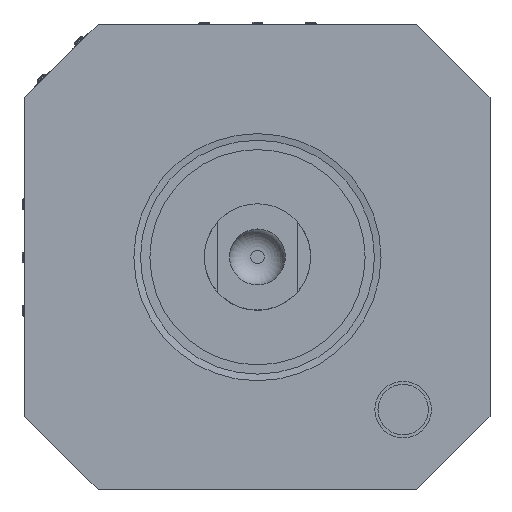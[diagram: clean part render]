
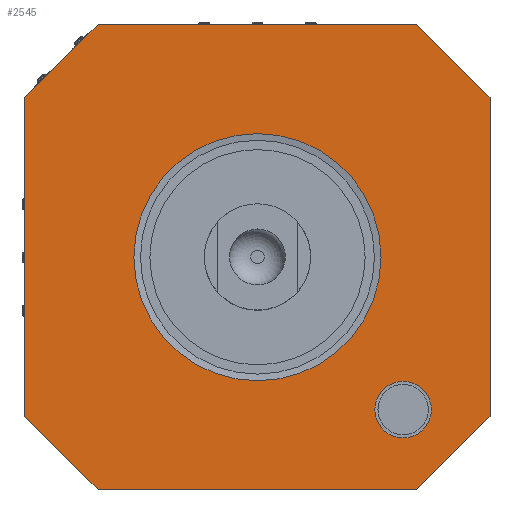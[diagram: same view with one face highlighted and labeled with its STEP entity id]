
A CAD part, top view. The second image highlights one B-rep face of the part: STEP entity #2545.
In plain terms, the highlighted planar face has unit normal (0, 0, 1).
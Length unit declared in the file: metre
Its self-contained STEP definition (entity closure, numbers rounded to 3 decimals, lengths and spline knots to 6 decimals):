
#263=CIRCLE('',#3005,0.001063);
#264=CIRCLE('',#3006,0.00465);
#879=ORIENTED_EDGE('',*,*,#1277,.F.);
#880=ORIENTED_EDGE('',*,*,#1278,.T.);
#881=ORIENTED_EDGE('',*,*,#1255,.F.);
#882=ORIENTED_EDGE('',*,*,#1259,.T.);
#883=ORIENTED_EDGE('',*,*,#1262,.F.);
#884=ORIENTED_EDGE('',*,*,#1265,.T.);
#885=ORIENTED_EDGE('',*,*,#1268,.F.);
#886=ORIENTED_EDGE('',*,*,#1271,.F.);
#887=ORIENTED_EDGE('',*,*,#1274,.F.);
#888=ORIENTED_EDGE('',*,*,#1276,.F.);
#1255=EDGE_CURVE('',#1497,#1498,#1683,.T.);
#1259=EDGE_CURVE('',#1497,#1500,#1687,.T.);
#1262=EDGE_CURVE('',#1502,#1500,#1690,.T.);
#1265=EDGE_CURVE('',#1502,#1504,#1693,.T.);
#1268=EDGE_CURVE('',#1506,#1504,#1696,.T.);
#1271=EDGE_CURVE('',#1508,#1506,#1699,.T.);
#1274=EDGE_CURVE('',#1510,#1508,#1702,.T.);
#1276=EDGE_CURVE('',#1498,#1510,#1704,.T.);
#1277=EDGE_CURVE('',#1511,#1511,#263,.T.);
#1278=EDGE_CURVE('',#1512,#1512,#264,.F.);
#1497=VERTEX_POINT('',#4526);
#1498=VERTEX_POINT('',#4528);
#1500=VERTEX_POINT('',#4534);
#1502=VERTEX_POINT('',#4540);
#1504=VERTEX_POINT('',#4546);
#1506=VERTEX_POINT('',#4552);
#1508=VERTEX_POINT('',#4558);
#1510=VERTEX_POINT('',#4564);
#1511=VERTEX_POINT('',#4571);
#1512=VERTEX_POINT('',#4573);
#1683=LINE('',#4527,#1875);
#1687=LINE('',#4535,#1879);
#1690=LINE('',#4541,#1882);
#1693=LINE('',#4547,#1885);
#1696=LINE('',#4553,#1888);
#1699=LINE('',#4559,#1891);
#1702=LINE('',#4565,#1894);
#1704=LINE('',#4568,#1896);
#1875=VECTOR('',#3773,1.);
#1879=VECTOR('',#3779,1.);
#1882=VECTOR('',#3784,1.);
#1885=VECTOR('',#3789,1.);
#1888=VECTOR('',#3794,1.);
#1891=VECTOR('',#3799,1.);
#1894=VECTOR('',#3804,1.);
#1896=VECTOR('',#3808,1.);
#2083=EDGE_LOOP('',(#879));
#2084=EDGE_LOOP('',(#880));
#2085=EDGE_LOOP('',(#881,#882,#883,#884,#885,#886,#887,#888));
#2279=FACE_BOUND('',#2083,.T.);
#2280=FACE_BOUND('',#2084,.T.);
#2281=FACE_BOUND('',#2085,.T.);
#2381=PLANE('',#3004);
#2545=ADVANCED_FACE('',(#2279,#2280,#2281),#2381,.T.);
#3004=AXIS2_PLACEMENT_3D('',#4569,#3809,#3810);
#3005=AXIS2_PLACEMENT_3D('',#4570,#3811,#3812);
#3006=AXIS2_PLACEMENT_3D('',#4572,#3813,#3814);
#3773=DIRECTION('',(0.707,-0.707,0.));
#3779=DIRECTION('',(-1.,0.,0.));
#3784=DIRECTION('',(0.707,0.707,0.));
#3789=DIRECTION('',(0.,-1.,0.));
#3794=DIRECTION('',(-0.707,0.707,0.));
#3799=DIRECTION('',(-1.,0.,0.));
#3804=DIRECTION('',(-0.707,-0.707,0.));
#3808=DIRECTION('',(0.,-1.,0.));
#3809=DIRECTION('',(0.,0.,1.));
#3810=DIRECTION('',(1.,0.,0.));
#3811=DIRECTION('',(0.,0.,1.));
#3812=DIRECTION('',(1.,0.,0.));
#3813=DIRECTION('',(0.,0.,1.));
#3814=DIRECTION('',(1.,0.,0.));
#4526=CARTESIAN_POINT('',(0.006,0.00875,0.00534));
#4527=CARTESIAN_POINT('',(0.007375,0.007375,0.00534));
#4528=CARTESIAN_POINT('',(0.00875,0.006,0.00534));
#4534=CARTESIAN_POINT('',(-0.006,0.00875,0.00534));
#4535=CARTESIAN_POINT('',(0.,0.00875,0.00534));
#4540=CARTESIAN_POINT('',(-0.00875,0.006,0.00534));
#4541=CARTESIAN_POINT('',(-0.007375,0.007375,0.00534));
#4546=CARTESIAN_POINT('',(-0.00875,-0.006,0.00534));
#4547=CARTESIAN_POINT('',(-0.00875,0.,0.00534));
#4552=CARTESIAN_POINT('',(-0.006,-0.00875,0.00534));
#4553=CARTESIAN_POINT('',(-0.007375,-0.007375,0.00534));
#4558=CARTESIAN_POINT('',(0.006,-0.00875,0.00534));
#4559=CARTESIAN_POINT('',(0.,-0.00875,0.00534));
#4564=CARTESIAN_POINT('',(0.00875,-0.006,0.00534));
#4565=CARTESIAN_POINT('',(0.007375,-0.007375,0.00534));
#4568=CARTESIAN_POINT('',(0.00875,0.,0.00534));
#4569=CARTESIAN_POINT('',(0.,0.,0.00534));
#4570=CARTESIAN_POINT('',(0.005481,-0.005736,0.00534));
#4571=CARTESIAN_POINT('',(0.006544,-0.005736,0.00534));
#4572=CARTESIAN_POINT('',(0.,0.,0.00534));
#4573=CARTESIAN_POINT('',(0.00465,0.,0.00534));
